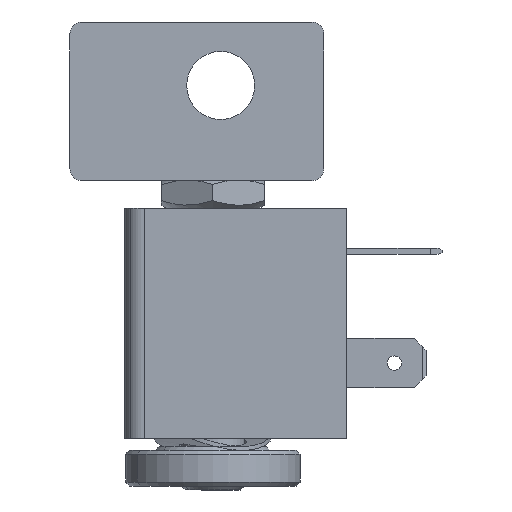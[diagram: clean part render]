
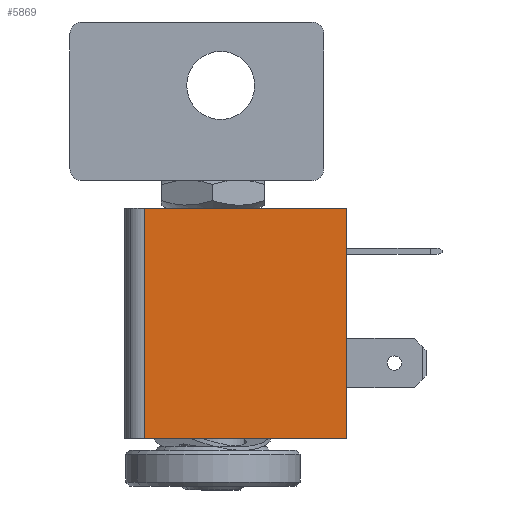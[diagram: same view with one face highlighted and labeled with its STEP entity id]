
A CAD part, left-side view. The second image highlights one B-rep face of the part: STEP entity #5869.
In plain terms, the highlighted face is planar.
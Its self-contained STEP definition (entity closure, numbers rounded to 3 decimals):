
#5812=CARTESIAN_POINT('',(11.15,11.5,14.25));
#5813=VERTEX_POINT('',#5812);
#5821=CARTESIAN_POINT('',(11.15,11.5,-14.75));
#5822=VERTEX_POINT('',#5821);
#5823=CARTESIAN_POINT('',(11.15,11.5,14.25));
#5824=DIRECTION('',(0.0,0.0,-1.0));
#5825=VECTOR('',#5824,29.0);
#5826=LINE('',#5823,#5825);
#5827=EDGE_CURVE('',#5813,#5822,#5826,.T.);
#5839=CARTESIAN_POINT('',(11.15,14.0,-14.75));
#5840=DIRECTION('',(1.0,0.0,0.0));
#5841=DIRECTION('',(0.0,0.0,-1.0));
#5842=AXIS2_PLACEMENT_3D('',#5839,#5840,#5841);
#5843=PLANE('',#5842);
#5844=ORIENTED_EDGE('',*,*,#5827,.F.);
#5845=CARTESIAN_POINT('',(11.15,-14.0,14.25));
#5846=VERTEX_POINT('',#5845);
#5847=CARTESIAN_POINT('',(11.15,11.5,14.25));
#5848=DIRECTION('',(0.0,-1.0,0.0));
#5849=VECTOR('',#5848,25.5);
#5850=LINE('',#5847,#5849);
#5851=EDGE_CURVE('',#5813,#5846,#5850,.T.);
#5852=ORIENTED_EDGE('',*,*,#5851,.T.);
#5853=CARTESIAN_POINT('',(11.15,-14.0,-14.75));
#5854=VERTEX_POINT('',#5853);
#5855=CARTESIAN_POINT('',(11.15,-14.0,-14.75));
#5856=DIRECTION('',(0.0,0.0,1.0));
#5857=VECTOR('',#5856,29.0);
#5858=LINE('',#5855,#5857);
#5859=EDGE_CURVE('',#5854,#5846,#5858,.T.);
#5860=ORIENTED_EDGE('',*,*,#5859,.F.);
#5861=CARTESIAN_POINT('',(11.15,-14.0,-14.75));
#5862=DIRECTION('',(0.0,1.0,0.0));
#5863=VECTOR('',#5862,25.5);
#5864=LINE('',#5861,#5863);
#5865=EDGE_CURVE('',#5854,#5822,#5864,.T.);
#5866=ORIENTED_EDGE('',*,*,#5865,.T.);
#5867=EDGE_LOOP('',(#5844,#5852,#5860,#5866));
#5868=FACE_OUTER_BOUND('',#5867,.T.);
#5869=ADVANCED_FACE('',(#5868),#5843,.T.);
